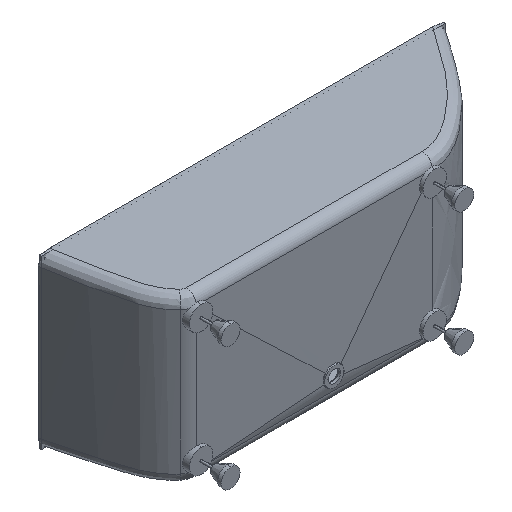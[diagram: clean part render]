
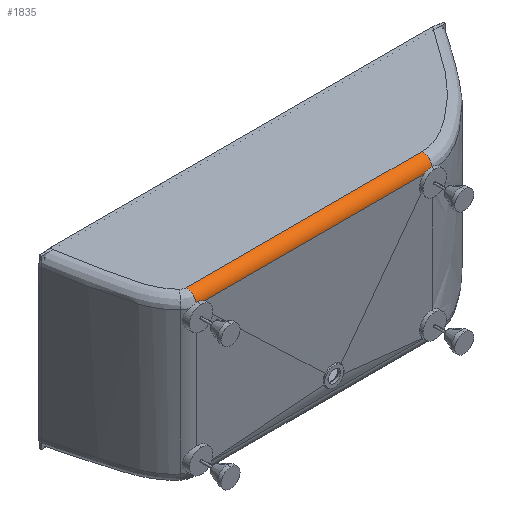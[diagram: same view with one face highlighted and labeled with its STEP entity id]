
A CAD part, isometric view. The second image highlights one B-rep face of the part: STEP entity #1835.
In plain terms, the highlighted cylindrical face has radius 45 mm (diameter 90 mm), a partial arc.
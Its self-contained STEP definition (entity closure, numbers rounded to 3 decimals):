
#70 = CARTESIAN_POINT ( 'NONE',  ( 190., -421.498, 690.965 ) ) ;
#86 = CARTESIAN_POINT ( 'NONE',  ( 240., -465., 646.148 ) ) ;
#255 = CARTESIAN_POINT ( 'NONE',  ( 1190., -421.498, 690.965 ) ) ;
#496 = CARTESIAN_POINT ( 'NONE',  ( 191.684, -463.705, 656.71 ) ) ;
#691 = CYLINDRICAL_SURFACE ( 'NONE', #4800, 45. ) ;
#757 = EDGE_CURVE ( 'NONE', #2862, #9982, #10403, .T. ) ;
#824 = B_SPLINE_CURVE_WITH_KNOTS ( 'NONE', 3,
 ( #5247, #5554, #5020, #3847, #3831, #2538, #2487, #2443, #2266, #2227, #2014, #1957 ),
 .UNSPECIFIED., .F., .F.,
 ( 4, 2, 2, 2, 2, 4 ),
 ( 0., 0.009, 0.013, 0.017, 0.025, 0.033 ),
 .UNSPECIFIED. ) ;
#899 = EDGE_CURVE ( 'NONE', #2361, #12275, #3285, .T. ) ;
#909 = AXIS2_PLACEMENT_3D ( 'NONE', #4828, #4794, #4782 ) ;
#938 = CARTESIAN_POINT ( 'NONE',  ( 480., -465., 646.151 ) ) ;
#954 = CARTESIAN_POINT ( 'NONE',  ( 193.372, -463.683, 656.796 ) ) ;
#1009 = CARTESIAN_POINT ( 'NONE',  ( 1188.349, -463.703, 656.715 ) ) ;
#1020 = CARTESIAN_POINT ( 'NONE',  ( 360., -465., 646.15 ) ) ;
#1110 = CARTESIAN_POINT ( 'NONE',  ( 600., -465., 646.151 ) ) ;
#1176 = B_SPLINE_CURVE_WITH_KNOTS ( 'NONE', 3,
 ( #12996, #954, #496, #13425 ),
 .UNSPECIFIED., .F., .F.,
 ( 4, 4 ),
 ( 0.033, 0.038 ),
 .UNSPECIFIED. ) ;
#1243 = DIRECTION ( 'NONE',  ( 0., 0., 1. ) ) ;
#1287 = DIRECTION ( 'NONE',  ( 1., 0., 0. ) ) ;
#1368 = CARTESIAN_POINT ( 'NONE',  ( 1190., -420., 645.99 ) ) ;
#1792 = CARTESIAN_POINT ( 'NONE',  ( 1185.065, -463.683, 656.796 ) ) ;
#1835 = ADVANCED_FACE ( 'NONE', ( #4704 ), #691, .T. ) ;
#1870 = B_SPLINE_CURVE_WITH_KNOTS ( 'NONE', 3,
 ( #10795, #1009, #12874, #7518 ),
 .UNSPECIFIED., .F., .F.,
 ( 4, 4 ),
 ( 0., 0.005 ),
 .UNSPECIFIED. ) ;
#1918 = DIRECTION ( 'NONE',  ( 1., 0., 0. ) ) ;
#1957 = CARTESIAN_POINT ( 'NONE',  ( 195.065, -463.683, 656.796 ) ) ;
#2014 = CARTESIAN_POINT ( 'NONE',  ( 197.865, -463.683, 656.796 ) ) ;
#2227 = CARTESIAN_POINT ( 'NONE',  ( 200.624, -463.743, 656.562 ) ) ;
#2266 = CARTESIAN_POINT ( 'NONE',  ( 206.063, -463.954, 655.649 ) ) ;
#2361 = VERTEX_POINT ( 'NONE', #70 ) ;
#2443 = CARTESIAN_POINT ( 'NONE',  ( 208.742, -464.105, 654.97 ) ) ;
#2487 = CARTESIAN_POINT ( 'NONE',  ( 212.702, -464.354, 653.603 ) ) ;
#2538 = CARTESIAN_POINT ( 'NONE',  ( 213.996, -464.439, 653.094 ) ) ;
#2568 = ORIENTED_EDGE ( 'NONE', *, *, #757, .F. ) ;
#2787 = CARTESIAN_POINT ( 'NONE',  ( 0., -421.498, 690.965 ) ) ;
#2801 = CARTESIAN_POINT ( 'NONE',  ( 235.303, -465., 646.148 ) ) ;
#2862 = VERTEX_POINT ( 'NONE', #9659 ) ;
#2915 = B_SPLINE_CURVE_WITH_KNOTS ( 'NONE', 3,
 ( #6849, #7937, #6334, #6782, #4114, #3155, #13388, #13224, #13179, #13141, #12682, #12631, #12458, #12414, #12375, #12336, #12324, #12280 ),
 .UNSPECIFIED., .F., .F.,
 ( 4, 2, 2, 2, 2, 2, 2, 2, 4 ),
 ( 0.005, 0.013, 0.015, 0.017, 0.021, 0.03, 0.032, 0.034, 0.038 ),
 .UNSPECIFIED. ) ;
#3155 = CARTESIAN_POINT ( 'NONE',  ( 1174.1, -463.966, 655.583 ) ) ;
#3285 = LINE ( 'NONE', #2787, #9316 ) ;
#3551 = CARTESIAN_POINT ( 'NONE',  ( 1190., -463.743, 656.551 ) ) ;
#3831 = CARTESIAN_POINT ( 'NONE',  ( 216.525, -464.603, 651.977 ) ) ;
#3847 = CARTESIAN_POINT ( 'NONE',  ( 217.763, -464.682, 651.368 ) ) ;
#3958 = AXIS2_PLACEMENT_3D ( 'NONE', #1368, #1287, #1243 ) ;
#4049 = CARTESIAN_POINT ( 'NONE',  ( 1119.48, -465., 646.148 ) ) ;
#4114 = CARTESIAN_POINT ( 'NONE',  ( 1175.461, -463.902, 655.87 ) ) ;
#4116 = CIRCLE ( 'NONE', #3958, 45. ) ;
#4170 = ORIENTED_EDGE ( 'NONE', *, *, #12549, .F. ) ;
#4265 = CARTESIAN_POINT ( 'NONE',  ( 225.91, -465., 646.148 ) ) ;
#4436 = CARTESIAN_POINT ( 'NONE',  ( 230.606, -465., 646.148 ) ) ;
#4466 = CARTESIAN_POINT ( 'NONE',  ( 225.91, -465., 646.148 ) ) ;
#4704 = FACE_OUTER_BOUND ( 'NONE', #12126, .T. ) ;
#4782 = DIRECTION ( 'NONE',  ( 0., -1., 0. ) ) ;
#4794 = DIRECTION ( 'NONE',  ( 1., 0., 0. ) ) ;
#4800 = AXIS2_PLACEMENT_3D ( 'NONE', #12208, #12260, #6028 ) ;
#4828 = CARTESIAN_POINT ( 'NONE',  ( 190., -420., 645.99 ) ) ;
#5020 = CARTESIAN_POINT ( 'NONE',  ( 221.394, -464.891, 649.391 ) ) ;
#5220 = EDGE_CURVE ( 'NONE', #2361, #10931, #11032, .T. ) ;
#5247 = CARTESIAN_POINT ( 'NONE',  ( 225.91, -465., 646.148 ) ) ;
#5427 = ORIENTED_EDGE ( 'NONE', *, *, #7833, .F. ) ;
#5554 = CARTESIAN_POINT ( 'NONE',  ( 223.707, -464.994, 647.874 ) ) ;
#5863 = CARTESIAN_POINT ( 'NONE',  ( 1050., -465., 646.149 ) ) ;
#5943 = CARTESIAN_POINT ( 'NONE',  ( 750., -465., 646.152 ) ) ;
#6028 = DIRECTION ( 'NONE',  ( 0., -1., 0. ) ) ;
#6334 = CARTESIAN_POINT ( 'NONE',  ( 1179.556, -463.741, 656.568 ) ) ;
#6386 = CARTESIAN_POINT ( 'NONE',  ( 990., -465., 646.15 ) ) ;
#6608 = CARTESIAN_POINT ( 'NONE',  ( 810., -465., 646.151 ) ) ;
#6641 = CARTESIAN_POINT ( 'NONE',  ( 1154.221, -465., 646.148 ) ) ;
#6738 = CARTESIAN_POINT ( 'NONE',  ( 870., -465., 646.151 ) ) ;
#6782 = CARTESIAN_POINT ( 'NONE',  ( 1176.143, -463.873, 655.998 ) ) ;
#6849 = CARTESIAN_POINT ( 'NONE',  ( 1185.065, -463.683, 656.796 ) ) ;
#7064 = CARTESIAN_POINT ( 'NONE',  ( 190., -463.746, 656.538 ) ) ;
#7142 = EDGE_CURVE ( 'NONE', #12275, #9609, #4116, .T. ) ;
#7389 = CARTESIAN_POINT ( 'NONE',  ( 690., -465., 646.152 ) ) ;
#7518 = CARTESIAN_POINT ( 'NONE',  ( 1185.065, -463.683, 656.796 ) ) ;
#7741 = ORIENTED_EDGE ( 'NONE', *, *, #7976, .F. ) ;
#7833 = EDGE_CURVE ( 'NONE', #9982, #10225, #824, .T. ) ;
#7916 = VERTEX_POINT ( 'NONE', #1792 ) ;
#7937 = CARTESIAN_POINT ( 'NONE',  ( 1182.302, -463.683, 656.796 ) ) ;
#7976 = EDGE_CURVE ( 'NONE', #7916, #2862, #2915, .T. ) ;
#8138 = EDGE_CURVE ( 'NONE', #10225, #10931, #1176, .T. ) ;
#8627 = CARTESIAN_POINT ( 'NONE',  ( 195.065, -463.683, 656.796 ) ) ;
#8839 = ORIENTED_EDGE ( 'NONE', *, *, #8138, .F. ) ;
#9316 = VECTOR ( 'NONE', #1918, 1000. ) ;
#9609 = VERTEX_POINT ( 'NONE', #3551 ) ;
#9659 = CARTESIAN_POINT ( 'NONE',  ( 1154.221, -465., 646.148 ) ) ;
#9982 = VERTEX_POINT ( 'NONE', #4265 ) ;
#10225 = VERTEX_POINT ( 'NONE', #8627 ) ;
#10403 = B_SPLINE_CURVE_WITH_KNOTS ( 'NONE', 3,
 ( #6641, #4049, #13020, #5863, #6386, #12239, #6738, #6608, #5943, #7389, #11659, #10686, #1110, #938, #1020, #86, #2801, #4436, #4466 ),
 .UNSPECIFIED., .F., .F.,
 ( 4, 3, 3, 3, 3, 3, 4 ),
 ( 1.786, 1.89, 2.07, 2.25, 2.34, 2.7, 2.714 ),
 .UNSPECIFIED. ) ;
#10686 = CARTESIAN_POINT ( 'NONE',  ( 630., -465., 646.151 ) ) ;
#10795 = CARTESIAN_POINT ( 'NONE',  ( 1190., -463.743, 656.551 ) ) ;
#10931 = VERTEX_POINT ( 'NONE', #7064 ) ;
#11032 = CIRCLE ( 'NONE', #909, 45. ) ;
#11659 = CARTESIAN_POINT ( 'NONE',  ( 660., -465., 646.152 ) ) ;
#12126 = EDGE_LOOP ( 'NONE', ( #2568, #7741, #4170, #12625, #12434, #12451, #8839, #5427 ) ) ;
#12208 = CARTESIAN_POINT ( 'NONE',  ( 0., -420., 645.99 ) ) ;
#12239 = CARTESIAN_POINT ( 'NONE',  ( 930., -465., 646.15 ) ) ;
#12260 = DIRECTION ( 'NONE',  ( -1., 0., 0. ) ) ;
#12275 = VERTEX_POINT ( 'NONE', #255 ) ;
#12280 = CARTESIAN_POINT ( 'NONE',  ( 1154.221, -465., 646.148 ) ) ;
#12324 = CARTESIAN_POINT ( 'NONE',  ( 1155.321, -464.997, 647.01 ) ) ;
#12336 = CARTESIAN_POINT ( 'NONE',  ( 1156.455, -464.969, 647.825 ) ) ;
#12375 = CARTESIAN_POINT ( 'NONE',  ( 1158.206, -464.903, 648.974 ) ) ;
#12414 = CARTESIAN_POINT ( 'NONE',  ( 1158.798, -464.876, 649.346 ) ) ;
#12434 = ORIENTED_EDGE ( 'NONE', *, *, #899, .F. ) ;
#12451 = ORIENTED_EDGE ( 'NONE', *, *, #5220, .T. ) ;
#12458 = CARTESIAN_POINT ( 'NONE',  ( 1159.992, -464.817, 650.06 ) ) ;
#12549 = EDGE_CURVE ( 'NONE', #9609, #7916, #1870, .T. ) ;
#12625 = ORIENTED_EDGE ( 'NONE', *, *, #7142, .F. ) ;
#12631 = CARTESIAN_POINT ( 'NONE',  ( 1160.595, -464.784, 650.404 ) ) ;
#12682 = CARTESIAN_POINT ( 'NONE',  ( 1163.635, -464.609, 652.055 ) ) ;
#12874 = CARTESIAN_POINT ( 'NONE',  ( 1186.704, -463.683, 656.796 ) ) ;
#12996 = CARTESIAN_POINT ( 'NONE',  ( 195.065, -463.683, 656.796 ) ) ;
#13020 = CARTESIAN_POINT ( 'NONE',  ( 1084.74, -465., 646.149 ) ) ;
#13141 = CARTESIAN_POINT ( 'NONE',  ( 1166.155, -464.434, 653.164 ) ) ;
#13179 = CARTESIAN_POINT ( 'NONE',  ( 1170.068, -464.188, 654.513 ) ) ;
#13224 = CARTESIAN_POINT ( 'NONE',  ( 1171.394, -464.108, 654.911 ) ) ;
#13388 = CARTESIAN_POINT ( 'NONE',  ( 1173.419, -464., 655.425 ) ) ;
#13425 = CARTESIAN_POINT ( 'NONE',  ( 190., -463.746, 656.538 ) ) ;
